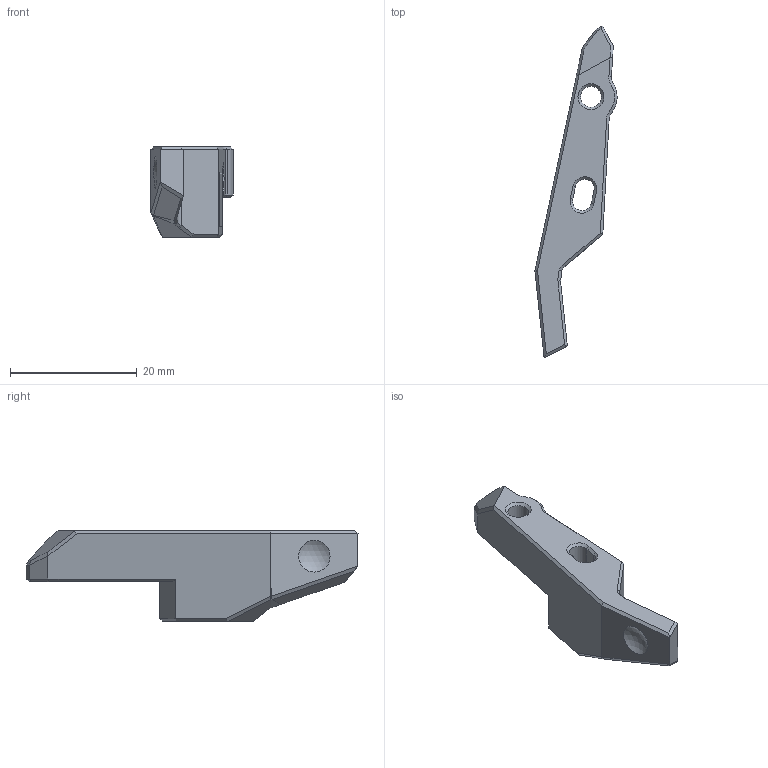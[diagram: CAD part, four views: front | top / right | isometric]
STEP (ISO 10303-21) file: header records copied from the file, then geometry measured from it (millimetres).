
FILE_DESCRIPTION(/* description */ (''),/* implementation_level */ '2;1');
FILE_NAME(/* name */ 'filametrix arm 4.step',/* time_stamp */ '2024-06-02T16:58:57+02:00',/* author */ (''),/* organization */ (''),/* preprocessor_version */ 'ST-DEVELOPER v20',/* originating_system */ 'Autodesk Translation Framework v12.20.1.177',/* authorisation */ '');
FILE_SCHEMA (('AUTOMOTIVE_DESIGN { 1 0 10303 214 3 1 1 }'));
Length unit declared in the file: millimetre
Products named in the file (2): (Nicht gespeichert); Filametrix Arm for G2E_Filametrix Arm for G2E
Assembly tree (1 placements, depth 2):
  (Nicht gespeichert)
    Filametrix Arm for G2E_Filametrix Arm for G2E
Bounding box: 12.97 x 52.43 x 14.25 mm (x, y, z)
Volume: 2806.2 mm3; surface area: 2691.3 mm2
Topology: 2 solids, 2 shells, 128 faces, 323 edges, 202 vertices
Faces by surface type: plane 80, cylinder 24, cone 13, bspline 10, sphere 1
Full cylindrical faces by diameter (mm): 3.3 x1, 4.296 x1
Entity records: 4154 total; most frequent: CARTESIAN_POINT 1010, ORIENTED_EDGE 646, DIRECTION 615, EDGE_CURVE 323, LINE 249, VECTOR 249, VERTEX_POINT 202, AXIS2_PLACEMENT_3D 183
